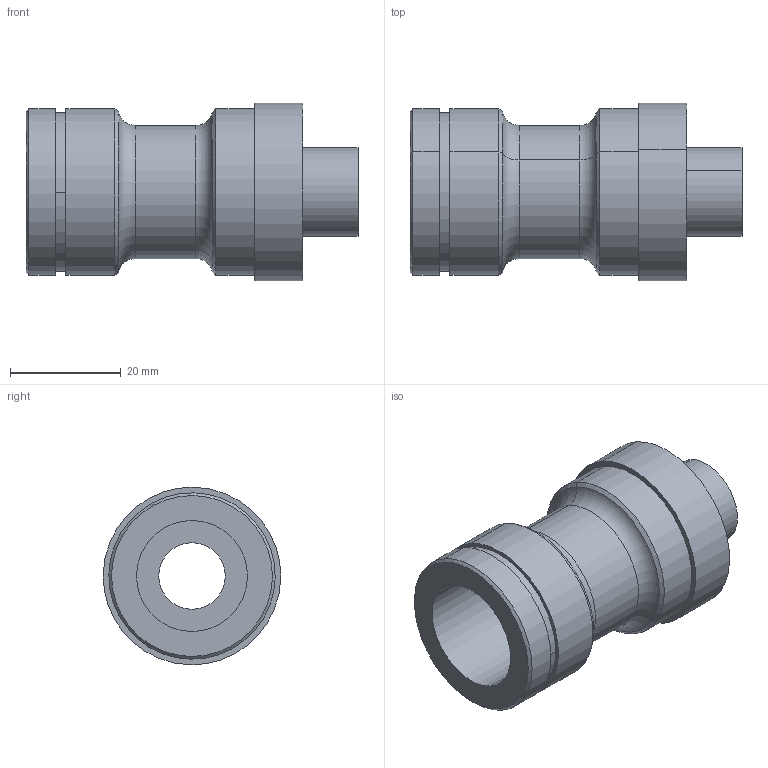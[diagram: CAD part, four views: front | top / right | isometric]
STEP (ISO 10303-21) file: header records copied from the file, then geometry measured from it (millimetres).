
FILE_DESCRIPTION(('CATIA V5 STEP Exchange'),'2;1');
FILE_NAME('ST_06001 (Steering upper shaft).stp','2022-11-15T18:11:38+00:00',('none'),('none'),'CATIA Version 5 Release 19 SP 2 (IN-10)','CATIA V5 STEP AP203','none');
FILE_SCHEMA(('CONFIG_CONTROL_DESIGN'));
Length unit declared in the file: millimetre
Products named in the file (1): ST_06001
Bounding box: 59.85 x 31.99 x 31.99 mm (x, y, z)
Volume: 18758.4 mm3; surface area: 9978.9 mm2
Topology: 1 solids, 1 shells, 35 faces, 70 edges, 42 vertices
Faces by surface type: cylinder 18, plane 7, cone 6, torus 4
Entity records: 853 total; most frequent: ORIENTED_EDGE 140, CARTESIAN_POINT 135, DIRECTION 114, EDGE_CURVE 70, AXIS2_PLACEMENT_3D 69, CIRCLE 46, EDGE_LOOP 42, VERTEX_POINT 42
